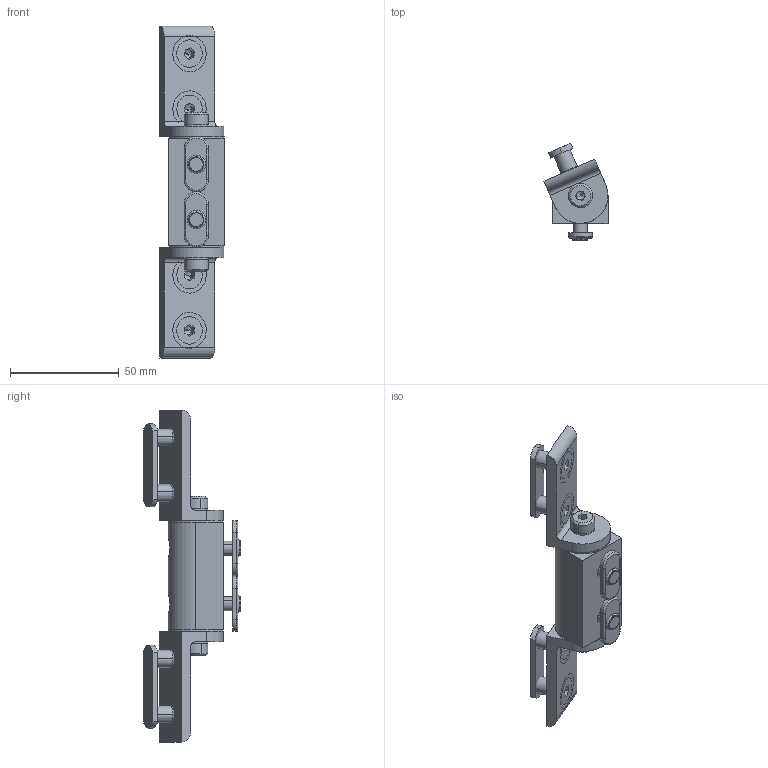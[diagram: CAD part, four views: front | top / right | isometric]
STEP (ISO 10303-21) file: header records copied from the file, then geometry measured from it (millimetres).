
FILE_DESCRIPTION (( 'STEP AP203' ), '1' );
FILE_NAME ('653104.SLDASM.step', '2003-10-13T11:24:07', ( 'Jerry Winters' ), ( 'GoEngineer' ), 'SwSTEP 2.0', 'SolidWorks 2003174', '' );
FILE_SCHEMA (( 'CONFIG_CONTROL_DESIGN' ));
Length unit declared in the file: inch
Products named in the file (13): 653104.SLDASM; 651099; 651119; 651029; SHCS_651029; 651163; 651181; Socket Countersunk Head Cap Screw_AI_SCHCSCREW 0.3125-18x0.625x0.625-HX-N; 10S Small Washer; 10S Large Washer; Dynamic L Pivot Arms_653105; 653108; Socket Head Shoulder Screw_AI_SHSSCREW 0.3125x0.3125-N
Assembly tree (21 placements, depth 4):
  653104.SLDASM
    651181  x4
      Socket Countersunk Head Cap Screw_AI_SCHCSCREW 0.3125-18x0.625x0.625-HX-N
    651099  x2
    10S Small Washer  x2
    10S Large Washer  x2
    653108
    Socket Head Shoulder Screw_AI_SHSSCREW 0.3125x0.3125-N  x2
    Dynamic L Pivot Arms_653105  x2
    651119  x2
      651029
        SHCS_651029
      651163
Bounding box: 29.39 x 44.65 x 152.37 mm (x, y, z)
Volume: 52155.1 mm3; surface area: 28215.5 mm2
Topology: 19 solids, 19 shells, 353 faces, 799 edges, 482 vertices
Faces by surface type: plane 153, cylinder 130, cone 52, torus 18
Entity records: 6830 total; most frequent: CARTESIAN_POINT 1223, DIRECTION 911, ORIENTED_EDGE 766, EDGE_CURVE 383, AXIS2_PLACEMENT_3D 357, VERTEX_POINT 237, LINE 197, VECTOR 197
